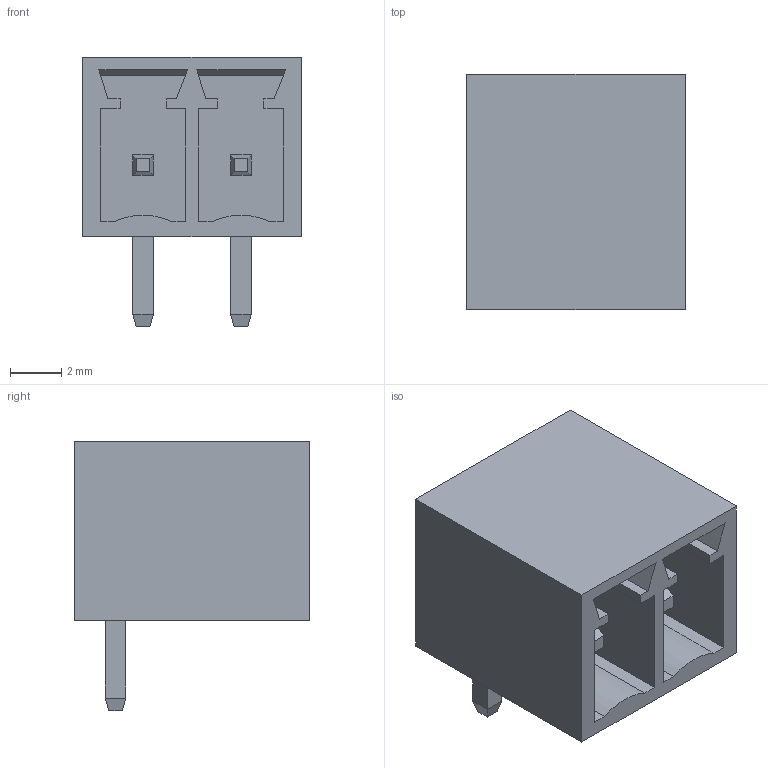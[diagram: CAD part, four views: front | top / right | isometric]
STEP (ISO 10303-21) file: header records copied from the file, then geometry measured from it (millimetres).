
FILE_DESCRIPTION(/* description */ (''),/* implementation_level */ '2;1');
FILE_NAME(/* name */ 'KF2EDGR-3.81-2P.step',/* time_stamp */ '2022-06-17T02:57:44-05:00',/* author */ (''),/* organization */ (''),/* preprocessor_version */ 'ST-DEVELOPER v19',/* originating_system */ 'Autodesk Translation Framework v11.7.0.108',/* authorisation */ '');
FILE_SCHEMA (('AUTOMOTIVE_DESIGN { 1 0 10303 214 3 1 1 }'));
Length unit declared in the file: millimetre
Products named in the file (4): 3D_PCB1_2022-06-17; CN1; CONN-TH_2P-P3.81_KF2EDGR-3.81-2P; =>[0:1:1:5]
Assembly tree (3 placements, depth 4):
  3D_PCB1_2022-06-17
    CN1
      CONN-TH_2P-P3.81_KF2EDGR-3.81-2P
        =>[0:1:1:5]
Bounding box: 8.5 x 9.15 x 10.5 mm (x, y, z)
Volume: 294.7 mm3; surface area: 787 mm2
Topology: 1 solids, 1 shells, 183 faces, 474 edges, 308 vertices
Faces by surface type: plane 157, bspline 20, cylinder 6
Full cylindrical faces by diameter (mm): 0.425 x2, 1.5 x2
Entity records: 6563 total; most frequent: CARTESIAN_POINT 2076, ORIENTED_EDGE 948, DIRECTION 790, EDGE_CURVE 474, LINE 418, VECTOR 418, VERTEX_POINT 308, EDGE_LOOP 198
